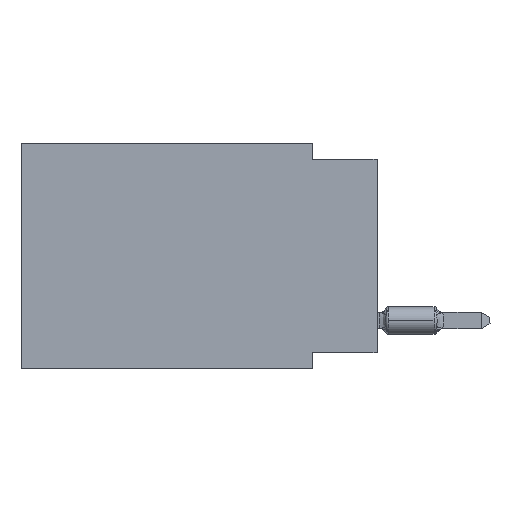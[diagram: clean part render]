
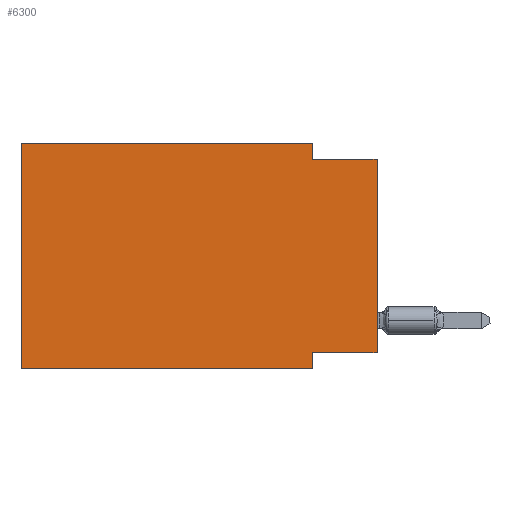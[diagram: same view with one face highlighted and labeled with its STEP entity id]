
A CAD part, left-side view. The second image highlights one B-rep face of the part: STEP entity #6300.
In plain terms, the highlighted planar face has unit normal (-1, 0, 0).
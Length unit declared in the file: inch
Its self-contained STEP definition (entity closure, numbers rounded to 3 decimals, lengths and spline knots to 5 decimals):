
#158 = VERTEX_POINT ( 'NONE', #6774 ) ;
#174 = CARTESIAN_POINT ( 'NONE',  ( 0., 0.1, -0.325 ) ) ;
#476 = CARTESIAN_POINT ( 'NONE',  ( 0., 0., -0.025 ) ) ;
#836 = EDGE_LOOP ( 'NONE', ( #920, #18507, #19312, #12084, #15299, #19219, #19304, #13588 ) ) ;
#920 = ORIENTED_EDGE ( 'NONE', *, *, #16061, .T. ) ;
#948 = VECTOR ( 'NONE', #10975, 39.37008 ) ;
#1228 = EDGE_CURVE ( 'NONE', #17623, #16900, #17504, .T. ) ;
#1246 = CARTESIAN_POINT ( 'NONE',  ( 0., 0.1, -0.35 ) ) ;
#1489 = DIRECTION ( 'NONE',  ( 0., -1., 0. ) ) ;
#1607 = CARTESIAN_POINT ( 'NONE',  ( 0., 0.1, -0.35 ) ) ;
#1902 = DIRECTION ( 'NONE',  ( 0., -1., 0. ) ) ;
#1937 = CARTESIAN_POINT ( 'NONE',  ( 0., 0.1, -0.025 ) ) ;
#2170 = AXIS2_PLACEMENT_3D ( 'NONE', #15077, #16566, #7653 ) ;
#2823 = CARTESIAN_POINT ( 'NONE',  ( 0., 0.55, 0. ) ) ;
#3025 = LINE ( 'NONE', #1607, #14485 ) ;
#3134 = CARTESIAN_POINT ( 'NONE',  ( 0., 0., 0. ) ) ;
#3442 = LINE ( 'NONE', #8398, #3933 ) ;
#3933 = VECTOR ( 'NONE', #18725, 39.37008 ) ;
#4660 = PLANE ( 'NONE',  #2170 ) ;
#4665 = DIRECTION ( 'NONE',  ( 0., 0., 1. ) ) ;
#5629 = VECTOR ( 'NONE', #1902, 39.37008 ) ;
#5743 = EDGE_CURVE ( 'NONE', #7409, #11384, #12248, .T. ) ;
#5862 = DIRECTION ( 'NONE',  ( 0., 0., 1. ) ) ;
#5955 = CARTESIAN_POINT ( 'NONE',  ( 0., 0.55, -0.35 ) ) ;
#6300 = ADVANCED_FACE ( 'NONE', ( #6375 ), #4660, .F. ) ;
#6375 = FACE_OUTER_BOUND ( 'NONE', #836, .T. ) ;
#6717 = LINE ( 'NONE', #7478, #14650 ) ;
#6774 = CARTESIAN_POINT ( 'NONE',  ( 0., 0.55, 0. ) ) ;
#7135 = LINE ( 'NONE', #2823, #14607 ) ;
#7409 = VERTEX_POINT ( 'NONE', #18469 ) ;
#7478 = CARTESIAN_POINT ( 'NONE',  ( 0., 0., -0.025 ) ) ;
#7653 = DIRECTION ( 'NONE',  ( 0., 0., -1. ) ) ;
#7682 = CARTESIAN_POINT ( 'NONE',  ( 0., 0.1, 0. ) ) ;
#7785 = EDGE_CURVE ( 'NONE', #10412, #16900, #3025, .T. ) ;
#8398 = CARTESIAN_POINT ( 'NONE',  ( 0., 0., -0.325 ) ) ;
#8470 = LINE ( 'NONE', #18427, #948 ) ;
#9095 = LINE ( 'NONE', #3134, #16775 ) ;
#10412 = VERTEX_POINT ( 'NONE', #174 ) ;
#10742 = DIRECTION ( 'NONE',  ( 0., 0., -1. ) ) ;
#10901 = EDGE_CURVE ( 'NONE', #16240, #10412, #3442, .T. ) ;
#10909 = CARTESIAN_POINT ( 'NONE',  ( 0., 0.55, -0.35 ) ) ;
#10975 = DIRECTION ( 'NONE',  ( 0., -1., 0. ) ) ;
#11180 = EDGE_CURVE ( 'NONE', #11384, #17817, #6717, .T. ) ;
#11384 = VERTEX_POINT ( 'NONE', #1937 ) ;
#12084 = ORIENTED_EDGE ( 'NONE', *, *, #19169, .F. ) ;
#12248 = LINE ( 'NONE', #7682, #15730 ) ;
#13588 = ORIENTED_EDGE ( 'NONE', *, *, #10901, .F. ) ;
#14485 = VECTOR ( 'NONE', #10742, 39.37008 ) ;
#14558 = CARTESIAN_POINT ( 'NONE',  ( 0., 0., -0.325 ) ) ;
#14607 = VECTOR ( 'NONE', #5862, 39.37008 ) ;
#14650 = VECTOR ( 'NONE', #1489, 39.37008 ) ;
#15077 = CARTESIAN_POINT ( 'NONE',  ( 0., 0.55, 0. ) ) ;
#15299 = ORIENTED_EDGE ( 'NONE', *, *, #16934, .F. ) ;
#15730 = VECTOR ( 'NONE', #16590, 39.37008 ) ;
#16061 = EDGE_CURVE ( 'NONE', #16240, #17817, #9095, .T. ) ;
#16240 = VERTEX_POINT ( 'NONE', #14558 ) ;
#16566 = DIRECTION ( 'NONE',  ( 1., 0., 0. ) ) ;
#16590 = DIRECTION ( 'NONE',  ( 0., 0., -1. ) ) ;
#16775 = VECTOR ( 'NONE', #4665, 39.37008 ) ;
#16900 = VERTEX_POINT ( 'NONE', #1246 ) ;
#16934 = EDGE_CURVE ( 'NONE', #17623, #158, #7135, .T. ) ;
#17504 = LINE ( 'NONE', #10909, #5629 ) ;
#17623 = VERTEX_POINT ( 'NONE', #5955 ) ;
#17817 = VERTEX_POINT ( 'NONE', #476 ) ;
#18427 = CARTESIAN_POINT ( 'NONE',  ( 0., 0.55, 0. ) ) ;
#18469 = CARTESIAN_POINT ( 'NONE',  ( 0., 0.1, 0. ) ) ;
#18507 = ORIENTED_EDGE ( 'NONE', *, *, #11180, .F. ) ;
#18725 = DIRECTION ( 'NONE',  ( 0., 1., 0. ) ) ;
#19169 = EDGE_CURVE ( 'NONE', #158, #7409, #8470, .T. ) ;
#19219 = ORIENTED_EDGE ( 'NONE', *, *, #1228, .T. ) ;
#19304 = ORIENTED_EDGE ( 'NONE', *, *, #7785, .F. ) ;
#19312 = ORIENTED_EDGE ( 'NONE', *, *, #5743, .F. ) ;
